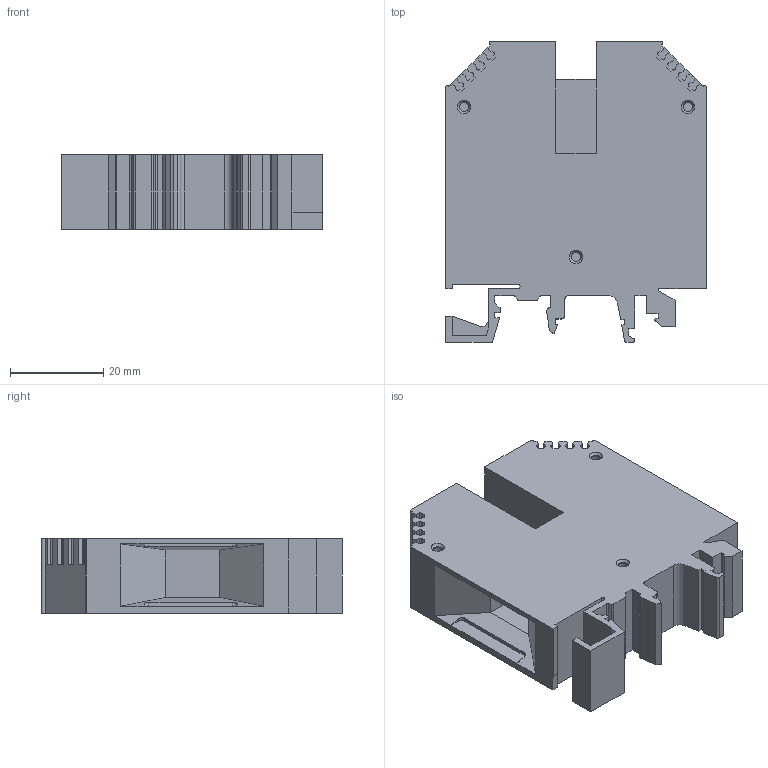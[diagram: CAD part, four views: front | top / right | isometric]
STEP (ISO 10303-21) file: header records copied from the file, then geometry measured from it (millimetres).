
FILE_DESCRIPTION(/* description */ ('Unknown'),/* implementation_level */ '2;1');
FILE_NAME(/* name */ 'BPN-35-AZ',/* time_stamp */ '2024-08-15T08:04:25-03:00',/* author */ ('Unknown'),/* organization */ ('Unknown'),/* preprocessor_version */ 'ST-DEVELOPER v16.7',/* originating_system */ 'Solid Edge',/* authorisation */ 'Unknown');
FILE_SCHEMA (('AUTOMOTIVE_DESIGN {1 0 10303 214 3 1 1}'));
Length unit declared in the file: millimetre
Products named in the file (1): BPN-35-AZ
Bounding box: 56 x 64.5 x 16 mm (x, y, z)
Volume: 36810 mm3; surface area: 15202 mm2
Topology: 1 solids, 3 shells, 273 faces, 742 edges, 483 vertices
Faces by surface type: plane 205, cylinder 50, cone 10, torus 8
Full cylindrical faces by diameter (mm): 2.3 x3, 4.5 x1, 6.2 x2, 9.1 x2
Entity records: 8369 total; most frequent: CARTESIAN_POINT 1465, ORIENTED_EDGE 1424, DIRECTION 1393, EDGE_CURVE 712, LINE 579, VECTOR 579, VERTEX_POINT 479, AXIS2_PLACEMENT_3D 407
